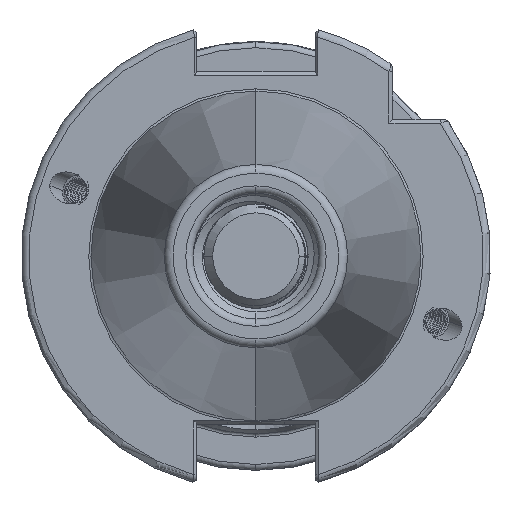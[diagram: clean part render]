
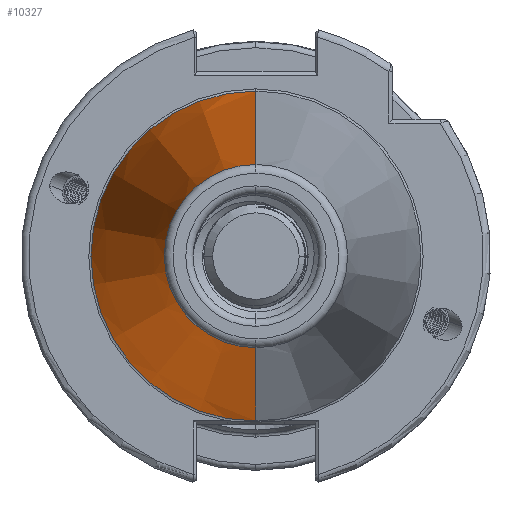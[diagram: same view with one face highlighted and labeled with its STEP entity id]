
A CAD part, left-side view. The second image highlights one B-rep face of the part: STEP entity #10327.
In plain terms, the highlighted conical face has half-angle 8.297 degrees and reference radius 22.692 mm.
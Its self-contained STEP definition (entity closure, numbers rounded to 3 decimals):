
#2462 = LINE ( 'NONE', #9402, #2467 ) ;
#2467 = VECTOR ( 'NONE', #9390, 1000. ) ;
#2513 = VECTOR ( 'NONE', #9591, 1000. ) ;
#2520 = CIRCLE ( 'NONE', #3027, 12.4 ) ;
#2528 = LINE ( 'NONE', #9586, #2513 ) ;
#2604 = CIRCLE ( 'NONE', #3063, 22.327 ) ;
#3027 = AXIS2_PLACEMENT_3D ( 'NONE', #9496, #9476, #9509 ) ;
#3063 = AXIS2_PLACEMENT_3D ( 'NONE', #9754, #9733, #9718 ) ;
#5428 = VERTEX_POINT ( 'NONE', #23120 ) ;
#6394 = DIRECTION ( 'NONE',  ( 1., 0., 0. ) ) ;
#6419 = CARTESIAN_POINT ( 'NONE',  ( 0., 0., 0. ) ) ;
#6421 = DIRECTION ( 'NONE',  ( 0., 0., -1. ) ) ;
#6429 = CARTESIAN_POINT ( 'NONE',  ( -2.5, 0., 22.327 ) ) ;
#6474 = CARTESIAN_POINT ( 'NONE',  ( -2.5, 0., -22.327 ) ) ;
#8586 = EDGE_CURVE ( 'NONE', #20587, #11453, #2462, .T. ) ;
#8600 = EDGE_CURVE ( 'NONE', #20587, #5428, #2520, .T. ) ;
#8617 = EDGE_CURVE ( 'NONE', #5428, #11440, #2528, .T. ) ;
#8647 = EDGE_CURVE ( 'NONE', #11453, #11440, #2604, .T. ) ;
#9390 = DIRECTION ( 'NONE',  ( 0.99, 0., -0.144 ) ) ;
#9402 = CARTESIAN_POINT ( 'NONE',  ( 0., 0., -22.692 ) ) ;
#9476 = DIRECTION ( 'NONE',  ( 1., 0., 0. ) ) ;
#9496 = CARTESIAN_POINT ( 'NONE',  ( -70.573, 0., 0. ) ) ;
#9509 = DIRECTION ( 'NONE',  ( 0., 0., 1. ) ) ;
#9586 = CARTESIAN_POINT ( 'NONE',  ( 0., 0., 22.692 ) ) ;
#9591 = DIRECTION ( 'NONE',  ( 0.99, 0., 0.144 ) ) ;
#9718 = DIRECTION ( 'NONE',  ( 0., 0., -1. ) ) ;
#9733 = DIRECTION ( 'NONE',  ( 1., 0., 0. ) ) ;
#9754 = CARTESIAN_POINT ( 'NONE',  ( -2.5, 0., 0. ) ) ;
#10327 = ADVANCED_FACE ( 'NONE', ( #21270 ), #21258, .T. ) ;
#10771 = AXIS2_PLACEMENT_3D ( 'NONE', #6419, #6394, #6421 ) ;
#11440 = VERTEX_POINT ( 'NONE', #6429 ) ;
#11453 = VERTEX_POINT ( 'NONE', #6474 ) ;
#11858 = EDGE_LOOP ( 'NONE', ( #12126, #12164, #12128, #12135 ) ) ;
#12126 = ORIENTED_EDGE ( 'NONE', *, *, #8600, .T. ) ;
#12128 = ORIENTED_EDGE ( 'NONE', *, *, #8647, .F. ) ;
#12135 = ORIENTED_EDGE ( 'NONE', *, *, #8586, .F. ) ;
#12164 = ORIENTED_EDGE ( 'NONE', *, *, #8617, .T. ) ;
#20587 = VERTEX_POINT ( 'NONE', #20616 ) ;
#20616 = CARTESIAN_POINT ( 'NONE',  ( -70.573, 0., -12.4 ) ) ;
#21258 = CONICAL_SURFACE ( 'NONE', #10771, 22.692, 0.145 ) ;
#21270 = FACE_OUTER_BOUND ( 'NONE', #11858, .T. ) ;
#23120 = CARTESIAN_POINT ( 'NONE',  ( -70.573, 0., 12.4 ) ) ;
